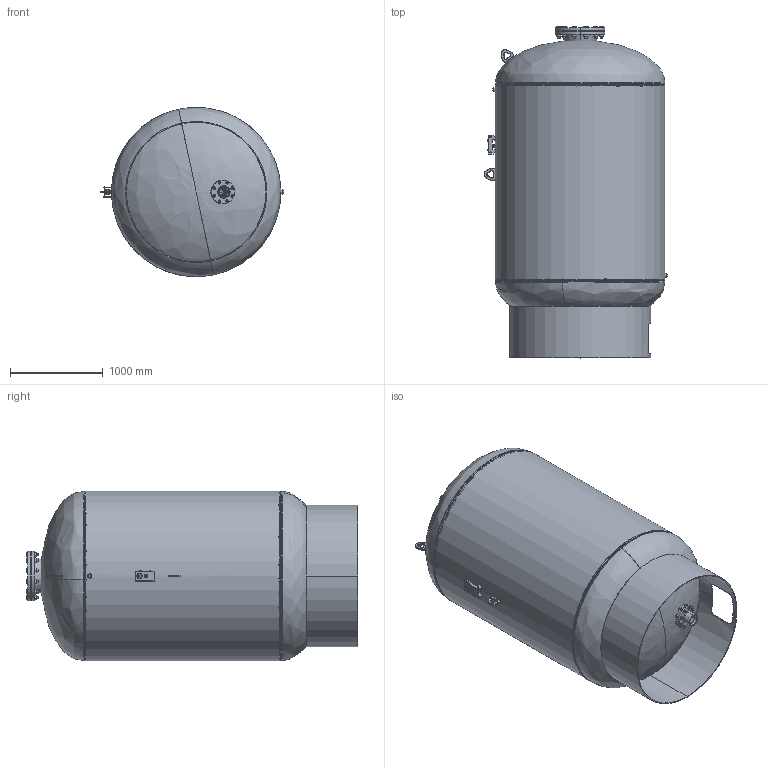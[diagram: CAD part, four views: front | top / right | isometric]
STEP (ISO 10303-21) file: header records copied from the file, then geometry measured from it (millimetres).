
FILE_DESCRIPTION (( 'STEP AP203' ), '1' );
FILE_NAME ('FXA-7500.STEP', '2021-03-29T13:20:19', ( '' ), ( '' ), 'SwSTEP 2.0', 'SolidWorks 2021', '' );
FILE_SCHEMA (( 'CONFIG_CONTROL_DESIGN' ));
Length unit declared in the file: inch
Products named in the file (33): 9800640_HHNUT 1.0000-8-D-N; 9800448; 9400595; 9500000; 9800541_HHBOLT 0.6250-11x1.75x1.75-N; 9800620_HHNUT 0.6250-11-D-N; 9400543; 9301100_2.25; 9200251; 9500010; FXA-7500; PLUGS_9500150; 9800460_03-34; 9500050; 9400065; 07200310_5081T17; 99K0776; 9800497_4549K772; 21Q0579; 9400045; 9461800; 9800542_HHBOLT 0.6250-11x2.5x2.5-N; 9800585_HHBOLT 1.0000-8x4.5x4.5-N; 99B0578; Couplings_9500460; Garlock F.F. Gaskets 150# .0625 tk_9471014; 9800401_9800400; 9800385^A-V2000002_9800385; 9500091; BLIND FLANGES ASME B16.5_14 150# SA-105; 9500030; 99K0777
Assembly tree (76 placements, depth 2):
  FXA-7500
    99B0578
    9200251
    9200251
    9500000
    9500010
    9500030
    9500050  x2
    9500091
    Couplings_9500460
    9800460_03-34
    07200310_5081T17
    9800401_9800400
    PLUGS_9500150  x2
    9800448
    9800497_4549K772
    9301100_2.25
    9461800
    BLIND FLANGES ASME B16.5_14 150# SA-105
    9400065
    9400045
    9800541_HHBOLT 0.6250-11x1.75x1.75-N  x2
    9800542_HHBOLT 0.6250-11x2.5x2.5-N  x8
    9800585_HHBOLT 1.0000-8x4.5x4.5-N  x12
    9800620_HHNUT 0.6250-11-D-N  x10
    9800640_HHNUT 1.0000-8-D-N  x12
    Garlock F.F. Gaskets 150# .0625 tk_9471014
    9800385^A-V2000002_9800385
    9400543  x2
    9400595  x2
    21Q0579
    99K0776  x2
    99K0777
Bounding box: 1981.83 x 3582.38 x 1831.18 mm (x, y, z)
Volume: 246346249.3 mm3; surface area: 55377139.3 mm2
Topology: 79 solids, 79 shells, 2466 faces, 5987 edges, 3651 vertices
Faces by surface type: plane 867, cone 835, cylinder 626, torus 92, bspline 42, sphere 4
Full cylindrical faces by diameter (mm): 1812.143 x1
Entity records: 64937 total; most frequent: CARTESIAN_POINT 24231, DIRECTION 7723, ORIENTED_EDGE 7418, EDGE_CURVE 3709, AXIS2_PLACEMENT_3D 3022, VERTEX_POINT 2319, EDGE_LOOP 1740, VECTOR 1679
